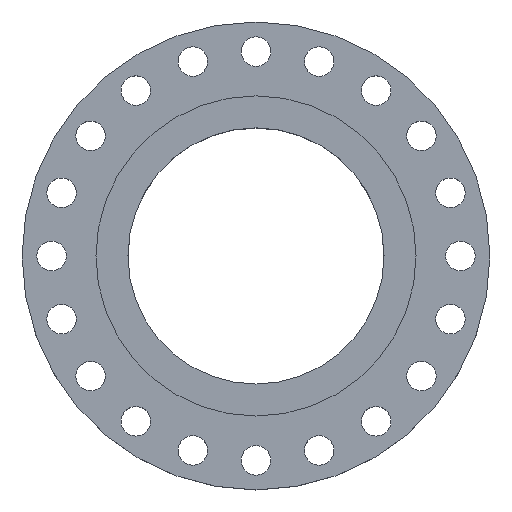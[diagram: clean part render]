
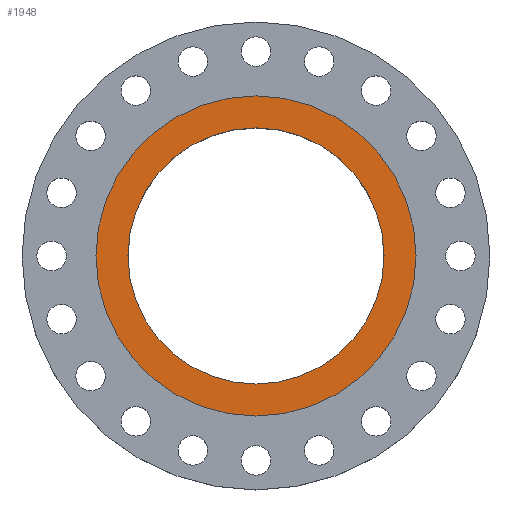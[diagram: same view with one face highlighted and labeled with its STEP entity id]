
A CAD part, top view. The second image highlights one B-rep face of the part: STEP entity #1948.
In plain terms, the highlighted planar face has unit normal (0, 0, 1).
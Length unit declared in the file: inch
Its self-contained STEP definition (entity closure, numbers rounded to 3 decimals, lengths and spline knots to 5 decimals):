
#23 = CARTESIAN_POINT ( 'NONE',  ( -6.5, 0., 0. ) ) ;
#32 = VERTEX_POINT ( 'NONE', #1554 ) ;
#82 = ORIENTED_EDGE ( 'NONE', *, *, #827, .T. ) ;
#107 = DIRECTION ( 'NONE',  ( 1., 0., 0. ) ) ;
#164 = CARTESIAN_POINT ( 'NONE',  ( 0., 6.5, 0. ) ) ;
#199 = VERTEX_POINT ( 'NONE', #722 ) ;
#217 = DIRECTION ( 'NONE',  ( 0., 0., 1. ) ) ;
#219 = CARTESIAN_POINT ( 'NONE',  ( 8.125, 0., 0. ) ) ;
#222 = AXIS2_PLACEMENT_3D ( 'NONE', #434, #576, #1848 ) ;
#319 = CARTESIAN_POINT ( 'NONE',  ( 0., 0., 0. ) ) ;
#331 = DIRECTION ( 'NONE',  ( 0., 0., 1. ) ) ;
#428 = EDGE_CURVE ( 'NONE', #32, #604, #1792, .T. ) ;
#434 = CARTESIAN_POINT ( 'NONE',  ( 0., 0., 0. ) ) ;
#527 = EDGE_CURVE ( 'NONE', #1427, #199, #544, .T. ) ;
#536 = EDGE_LOOP ( 'NONE', ( #1094, #905 ) ) ;
#544 = CIRCLE ( 'NONE', #222, 8.125 ) ;
#576 = DIRECTION ( 'NONE',  ( 0., 0., 1. ) ) ;
#604 = VERTEX_POINT ( 'NONE', #23 ) ;
#717 = CARTESIAN_POINT ( 'NONE',  ( 0., 0., 0. ) ) ;
#722 = CARTESIAN_POINT ( 'NONE',  ( -8.125, 0., 0. ) ) ;
#774 = DIRECTION ( 'NONE',  ( 1., 0., 0. ) ) ;
#827 = EDGE_CURVE ( 'NONE', #199, #1427, #1458, .T. ) ;
#905 = ORIENTED_EDGE ( 'NONE', *, *, #1639, .F. ) ;
#919 = DIRECTION ( 'NONE',  ( 0., 0., 1. ) ) ;
#1094 = ORIENTED_EDGE ( 'NONE', *, *, #428, .F. ) ;
#1192 = AXIS2_PLACEMENT_3D ( 'NONE', #319, #919, #1256 ) ;
#1220 = AXIS2_PLACEMENT_3D ( 'NONE', #164, #1885, #1569 ) ;
#1242 = FACE_BOUND ( 'NONE', #536, .T. ) ;
#1256 = DIRECTION ( 'NONE',  ( 1., 0., 0. ) ) ;
#1382 = AXIS2_PLACEMENT_3D ( 'NONE', #717, #217, #107 ) ;
#1385 = EDGE_LOOP ( 'NONE', ( #1849, #82 ) ) ;
#1427 = VERTEX_POINT ( 'NONE', #219 ) ;
#1458 = CIRCLE ( 'NONE', #1192, 8.125 ) ;
#1554 = CARTESIAN_POINT ( 'NONE',  ( 6.5, 0., 0. ) ) ;
#1557 = PLANE ( 'NONE',  #1220 ) ;
#1560 = AXIS2_PLACEMENT_3D ( 'NONE', #1735, #331, #774 ) ;
#1569 = DIRECTION ( 'NONE',  ( -1., 0., 0. ) ) ;
#1639 = EDGE_CURVE ( 'NONE', #604, #32, #1805, .T. ) ;
#1735 = CARTESIAN_POINT ( 'NONE',  ( 0., 0., 0. ) ) ;
#1792 = CIRCLE ( 'NONE', #1382, 6.5 ) ;
#1805 = CIRCLE ( 'NONE', #1560, 6.5 ) ;
#1848 = DIRECTION ( 'NONE',  ( 1., 0., 0. ) ) ;
#1849 = ORIENTED_EDGE ( 'NONE', *, *, #527, .T. ) ;
#1885 = DIRECTION ( 'NONE',  ( 0., 0., -1. ) ) ;
#1948 = ADVANCED_FACE ( 'NONE', ( #1242, #2031 ), #1557, .F. ) ;
#2031 = FACE_OUTER_BOUND ( 'NONE', #1385, .T. ) ;
